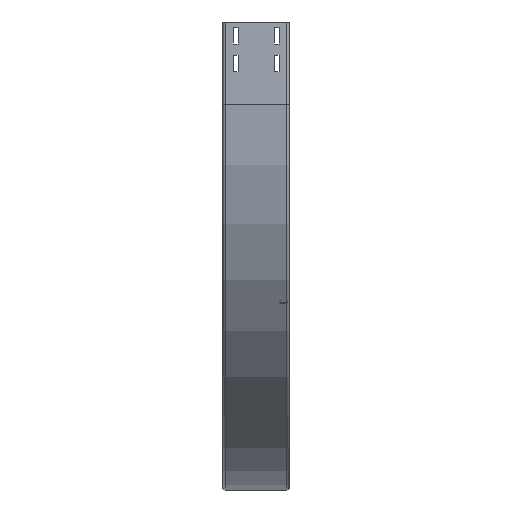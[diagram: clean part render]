
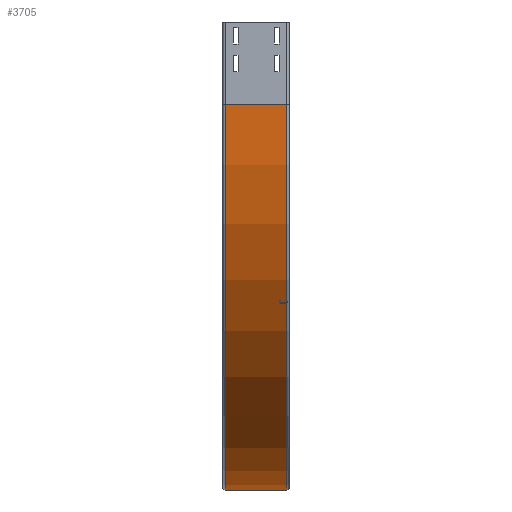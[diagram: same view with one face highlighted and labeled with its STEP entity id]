
A CAD part, left-side view. The second image highlights one B-rep face of the part: STEP entity #3705.
In plain terms, the highlighted cylindrical face has radius 700 mm (diameter 1400 mm), a partial arc.
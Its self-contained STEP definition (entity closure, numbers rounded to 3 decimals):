
#160=CIRCLE('',#4063,700.);
#162=CIRCLE('',#4066,700.);
#215=CYLINDRICAL_SURFACE('',#4065,700.);
#379=FACE_OUTER_BOUND('',#621,.T.);
#621=EDGE_LOOP('',(#3073,#3074,#3075,#3076));
#968=LINE('',#5867,#1388);
#1013=LINE('',#6008,#1433);
#1388=VECTOR('',#4772,10.);
#1433=VECTOR('',#4925,10.);
#1733=VERTEX_POINT('',#5860);
#1735=VERTEX_POINT('',#5866);
#1776=VERTEX_POINT('',#6002);
#1777=VERTEX_POINT('',#6006);
#2156=EDGE_CURVE('',#1733,#1735,#968,.T.);
#2224=EDGE_CURVE('',#1776,#1733,#160,.T.);
#2226=EDGE_CURVE('',#1777,#1735,#162,.T.);
#2227=EDGE_CURVE('',#1777,#1776,#1013,.T.);
#3073=ORIENTED_EDGE('',*,*,#2156,.T.);
#3074=ORIENTED_EDGE('',*,*,#2226,.F.);
#3075=ORIENTED_EDGE('',*,*,#2227,.T.);
#3076=ORIENTED_EDGE('',*,*,#2224,.T.);
#3705=ADVANCED_FACE('',(#379),#215,.T.);
#4063=AXIS2_PLACEMENT_3D('',#6003,#4917,#4918);
#4065=AXIS2_PLACEMENT_3D('',#6005,#4921,#4922);
#4066=AXIS2_PLACEMENT_3D('',#6007,#4923,#4924);
#4772=DIRECTION('',(0.,-1.,0.));
#4917=DIRECTION('center_axis',(0.,-1.,0.));
#4918=DIRECTION('ref_axis',(-1.,0.,0.));
#4921=DIRECTION('center_axis',(0.,-1.,0.));
#4922=DIRECTION('ref_axis',(-1.,0.,0.));
#4923=DIRECTION('center_axis',(0.,-1.,0.));
#4924=DIRECTION('ref_axis',(-1.,0.,0.));
#4925=DIRECTION('',(0.,1.,0.));
#5860=CARTESIAN_POINT('',(669.,116.,-700.));
#5866=CARTESIAN_POINT('',(669.,4.,-700.));
#5867=CARTESIAN_POINT('',(669.,116.,-700.));
#6002=CARTESIAN_POINT('',(-31.,116.,0.));
#6003=CARTESIAN_POINT('Origin',(669.,116.,0.));
#6005=CARTESIAN_POINT('Origin',(669.,54.966,0.));
#6006=CARTESIAN_POINT('',(-31.,4.,0.));
#6007=CARTESIAN_POINT('Origin',(669.,4.,0.));
#6008=CARTESIAN_POINT('',(-31.,129.048,0.));
